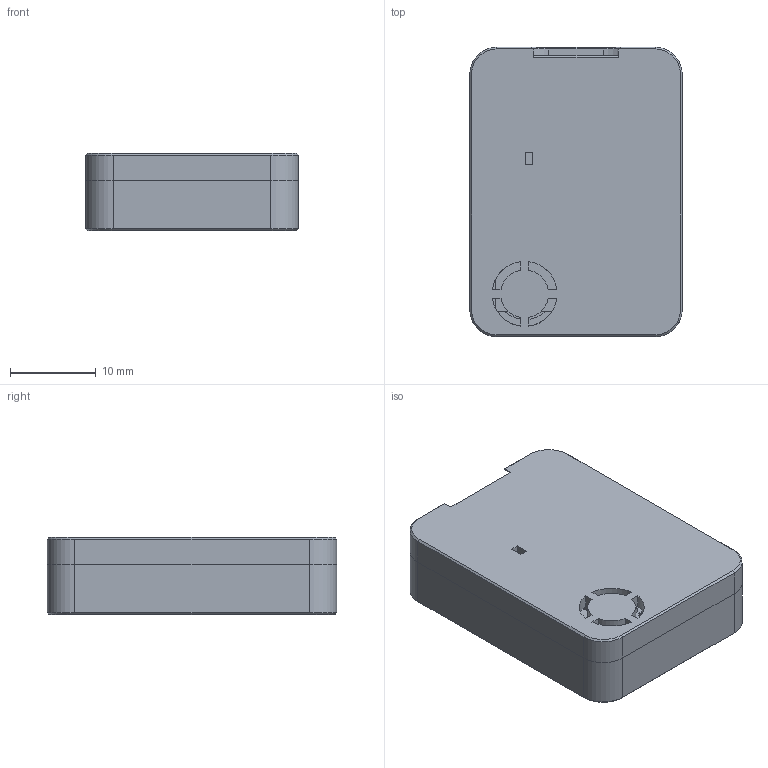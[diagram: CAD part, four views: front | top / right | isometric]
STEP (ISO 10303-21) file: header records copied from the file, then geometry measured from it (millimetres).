
FILE_DESCRIPTION(/* description */ (''),/* implementation_level */ '2;1');
FILE_NAME(/* name */ 'sugarkey case v3.step',/* time_stamp */ '2025-10-25T19:23:58+03:00',/* author */ (''),/* organization */ (''),/* preprocessor_version */ 'ST-DEVELOPER v20.1',/* originating_system */ 'Autodesk Translation Framework v14.17.0.0',/* authorisation */ '');
FILE_SCHEMA (('AUTOMOTIVE_DESIGN { 1 0 10303 214 3 1 1 }'));
Products named in the file (12): sugarkey case; sugarkey 1; LED-SMD_4P-L1.6-W1.5_XL-1615RGBC-WS2812B; AOTA-B201610S3R3-101-T; RP2350A-QFN60; CRYSTAL-SMD_4P-L3.2-W2.5-BL; USB_C_Receptacle_GCT_USB4105-xx-A_16P_TopMnt_Horizontal; SOT-223; sugarkey_PCB; TS-1088-AR02016; R_0402; C_0402
Assembly tree (37 placements, depth 3):
  sugarkey case
    sugarkey 1
      R_0402  x8
      C_0402  x19
      LED-SMD_4P-L1.6-W1.5_XL-1615RGBC-WS2812B
      AOTA-B201610S3R3-101-T
      RP2350A-QFN60
      TS-1088-AR02016  x2
      CRYSTAL-SMD_4P-L3.2-W2.5-BL
      USB_C_Receptacle_GCT_USB4105-xx-A_16P_TopMnt_Horizontal
      SOT-223
      sugarkey_PCB
Bounding box: 24.8 x 33.8 x 9 mm (x, y, z)
Volume: 4779.9 mm3; surface area: 7715.9 mm2
Topology: 79 solids, 79 shells, 2926 faces, 7898 edges, 5207 vertices
Faces by surface type: plane 2158, cylinder 618, bspline 112, cone 24, torus 14
Full cylindrical faces by diameter (mm): 0.189 x1, 0.212 x9, 0.274 x1, 0.5 x2, 0.65 x2, 0.8 x1, 1.7 x5
Entity records: 69120 total; most frequent: CARTESIAN_POINT 13836, ORIENTED_EDGE 11402, DIRECTION 10362, EDGE_CURVE 5701, LINE 4660, VECTOR 4660, VERTEX_POINT 3761, AXIS2_PLACEMENT_3D 2851
